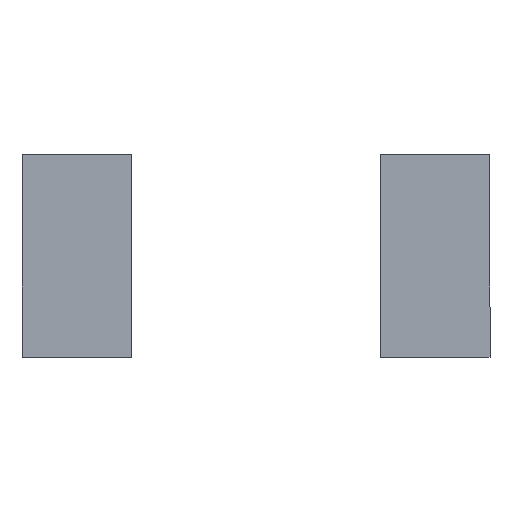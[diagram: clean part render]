
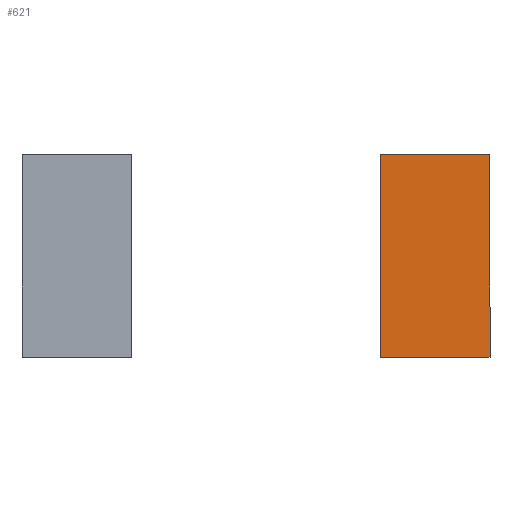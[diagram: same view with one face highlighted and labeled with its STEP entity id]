
A CAD part, top view. The second image highlights one B-rep face of the part: STEP entity #621.
In plain terms, the highlighted planar face has unit normal (0, 0, 1).
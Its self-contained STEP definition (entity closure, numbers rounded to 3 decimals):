
#12 = EDGE_CURVE ( 'NONE', #629, #574, #558, .T. ) ;
#15 = CARTESIAN_POINT ( 'NONE',  ( 0., 0., 16. ) ) ;
#47 = CARTESIAN_POINT ( 'NONE',  ( 95.295, 41.787, 16. ) ) ;
#64 = LINE ( 'NONE', #611, #108 ) ;
#100 = VECTOR ( 'NONE', #533, 1000. ) ;
#108 = VECTOR ( 'NONE', #460, 1000. ) ;
#132 = DIRECTION ( 'NONE',  ( -1., 0., 0. ) ) ;
#139 = ORIENTED_EDGE ( 'NONE', *, *, #12, .T. ) ;
#161 = EDGE_CURVE ( 'NONE', #203, #586, #391, .T. ) ;
#201 = ORIENTED_EDGE ( 'NONE', *, *, #663, .T. ) ;
#203 = VERTEX_POINT ( 'NONE', #543 ) ;
#222 = PLANE ( 'NONE',  #417 ) ;
#228 = CARTESIAN_POINT ( 'NONE',  ( 95.295, 41.787, 16. ) ) ;
#266 = VECTOR ( 'NONE', #497, 1000. ) ;
#329 = FACE_OUTER_BOUND ( 'NONE', #411, .T. ) ;
#391 = LINE ( 'NONE', #596, #266 ) ;
#399 = CARTESIAN_POINT ( 'NONE',  ( 95.295, -19.213, 16. ) ) ;
#411 = EDGE_LOOP ( 'NONE', ( #139, #481, #551, #201 ) ) ;
#417 = AXIS2_PLACEMENT_3D ( 'NONE', #15, #618, #132 ) ;
#460 = DIRECTION ( 'NONE',  ( 1., 0., 0. ) ) ;
#481 = ORIENTED_EDGE ( 'NONE', *, *, #571, .T. ) ;
#482 = CARTESIAN_POINT ( 'NONE',  ( 62.295, 41.787, 16. ) ) ;
#497 = DIRECTION ( 'NONE',  ( 0., -1., 0. ) ) ;
#528 = VECTOR ( 'NONE', #606, 1000. ) ;
#533 = DIRECTION ( 'NONE',  ( -1., 0., 0. ) ) ;
#543 = CARTESIAN_POINT ( 'NONE',  ( 62.295, 41.787, 16. ) ) ;
#551 = ORIENTED_EDGE ( 'NONE', *, *, #161, .T. ) ;
#558 = LINE ( 'NONE', #228, #528 ) ;
#571 = EDGE_CURVE ( 'NONE', #574, #203, #589, .T. ) ;
#574 = VERTEX_POINT ( 'NONE', #47 ) ;
#586 = VERTEX_POINT ( 'NONE', #615 ) ;
#589 = LINE ( 'NONE', #482, #100 ) ;
#596 = CARTESIAN_POINT ( 'NONE',  ( 62.295, -19.213, 16. ) ) ;
#606 = DIRECTION ( 'NONE',  ( 0., 1., 0. ) ) ;
#611 = CARTESIAN_POINT ( 'NONE',  ( 95.295, -19.213, 16. ) ) ;
#615 = CARTESIAN_POINT ( 'NONE',  ( 62.295, -19.213, 16. ) ) ;
#618 = DIRECTION ( 'NONE',  ( 0., 0., -1. ) ) ;
#621 = ADVANCED_FACE ( 'NONE', ( #329 ), #222, .F. ) ;
#629 = VERTEX_POINT ( 'NONE', #399 ) ;
#663 = EDGE_CURVE ( 'NONE', #586, #629, #64, .T. ) ;
